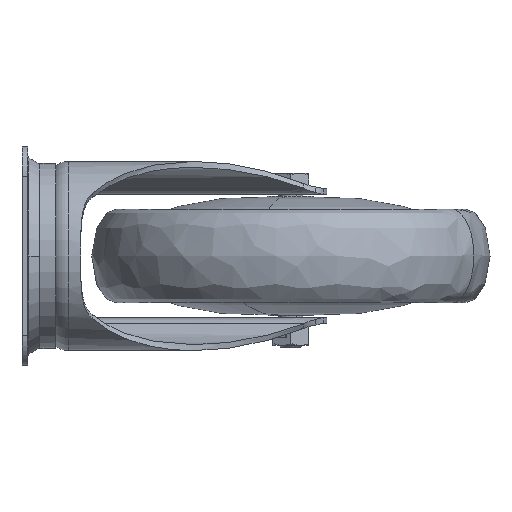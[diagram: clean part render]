
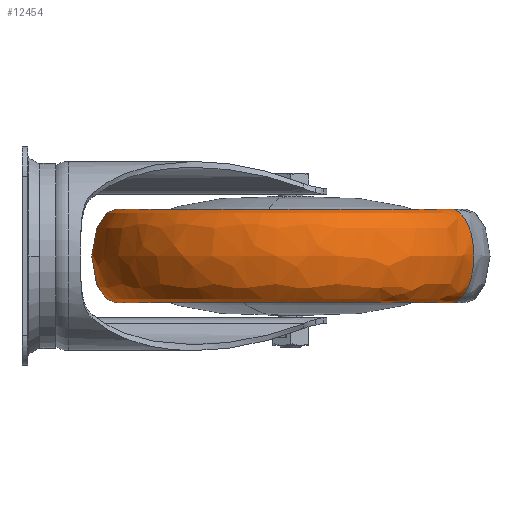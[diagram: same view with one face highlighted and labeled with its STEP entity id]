
A CAD part, left-side view. The second image highlights one B-rep face of the part: STEP entity #12454.
In plain terms, the highlighted free-form (B-spline) face has degree [3, 3] with [4, 4] control points.
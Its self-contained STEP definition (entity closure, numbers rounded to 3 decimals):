
#703 = DIRECTION ( 'NONE',  ( 0., 0., 1. ) ) ;
#952 = EDGE_CURVE ( 'NONE', #4974, #15341, #15223, .T. ) ;
#962 = CARTESIAN_POINT ( 'NONE',  ( 89.591, -54.627, 51.519 ) ) ;
#1271 = EDGE_CURVE ( 'NONE', #17437, #15341, #23461, .T. ) ;
#1362 = CARTESIAN_POINT ( 'NONE',  ( 89.591, -54.627, 4.519 ) ) ;
#1761 = ORIENTED_EDGE ( 'NONE', *, *, #1271, .T. ) ;
#1875 = AXIS2_PLACEMENT_3D ( 'NONE', #5985, #23128, #21562 ) ;
#2898 = CARTESIAN_POINT ( 'NONE',  ( -107.199, 57.283, 4.519 ) ) ;
#2951 = CARTESIAN_POINT ( 'NONE',  ( 99.474, -31.664, 51.519 ) ) ;
#3396 = FACE_OUTER_BOUND ( 'NONE', #20485, .T. ) ;
#3411 = CARTESIAN_POINT ( 'NONE',  ( 20.409, -215.373, 51.519 ) ) ;
#4691 = CARTESIAN_POINT ( 'NONE',  ( 55., -135., 4.519 ) ) ;
#4972 = CARTESIAN_POINT ( 'NONE',  ( -196.146, -149.389, 51.519 ) ) ;
#4974 = VERTEX_POINT ( 'NONE', #11212 ) ;
#5085 = CARTESIAN_POINT ( 'NONE',  ( 20.409, -215.373, 51.519 ) ) ;
#5104 = ORIENTED_EDGE ( 'NONE', *, *, #14258, .F. ) ;
#5985 = CARTESIAN_POINT ( 'NONE',  ( 55., -135., 51.519 ) ) ;
#7201 = CIRCLE ( 'NONE', #1875, 87.5 ) ;
#8802 = CARTESIAN_POINT ( 'NONE',  ( 10.526, -238.336, 51.519 ) ) ;
#9191 = CARTESIAN_POINT ( 'NONE',  ( 99.474, -31.664, 4.519 ) ) ;
#9252 = CARTESIAN_POINT ( 'NONE',  ( 89.591, -54.627, 51.519 ) ) ;
#9329 = CARTESIAN_POINT ( 'NONE',  ( 10.526, -238.336, 4.519 ) ) ;
#9660 =( BOUNDED_CURVE ( )  B_SPLINE_CURVE ( 3, ( #9252, #2951, #17097, #14674 ),
 .UNSPECIFIED., .F., .F. ) 
 B_SPLINE_CURVE_WITH_KNOTS ( ( 4, 4 ),
 ( 0., 1. ),
 .UNSPECIFIED. ) 
 CURVE ( )  GEOMETRIC_REPRESENTATION_ITEM ( )  RATIONAL_B_SPLINE_CURVE ( ( 1., 0.333, 0.333, 1. ) ) 
 REPRESENTATION_ITEM ( '' )  );
#10847 = VERTEX_POINT ( 'NONE', #19489 ) ;
#11212 = CARTESIAN_POINT ( 'NONE',  ( 20.409, -215.373, 51.519 ) ) ;
#12454 = ADVANCED_FACE ( 'NONE', ( #3396 ), #21847, .T. ) ;
#12683 = CARTESIAN_POINT ( 'NONE',  ( 89.591, -54.627, 4.519 ) ) ;
#12932 = CARTESIAN_POINT ( 'NONE',  ( -140.336, -146.191, 51.519 ) ) ;
#13195 = CARTESIAN_POINT ( 'NONE',  ( 20.409, -215.373, 4.519 ) ) ;
#14258 = EDGE_CURVE ( 'NONE', #10847, #4974, #7201, .T. ) ;
#14372 = AXIS2_PLACEMENT_3D ( 'NONE', #4691, #703, #22069 ) ;
#14674 = CARTESIAN_POINT ( 'NONE',  ( 89.591, -54.627, 4.519 ) ) ;
#14909 = CARTESIAN_POINT ( 'NONE',  ( 20.409, -215.373, 4.519 ) ) ;
#14983 = CARTESIAN_POINT ( 'NONE',  ( -140.336, -146.191, 4.519 ) ) ;
#15223 =( BOUNDED_CURVE ( )  B_SPLINE_CURVE ( 3, ( #3411, #20943, #25213, #13195 ),
 .UNSPECIFIED., .F., .F. ) 
 B_SPLINE_CURVE_WITH_KNOTS ( ( 4, 4 ),
 ( 0., 1. ),
 .UNSPECIFIED. ) 
 CURVE ( )  GEOMETRIC_REPRESENTATION_ITEM ( )  RATIONAL_B_SPLINE_CURVE ( ( 1., 0.333, 0.333, 1. ) ) 
 REPRESENTATION_ITEM ( '' )  );
#15341 = VERTEX_POINT ( 'NONE', #14909 ) ;
#17037 = CARTESIAN_POINT ( 'NONE',  ( 20.409, -215.373, 4.519 ) ) ;
#17097 = CARTESIAN_POINT ( 'NONE',  ( 99.474, -31.664, 4.519 ) ) ;
#17437 = VERTEX_POINT ( 'NONE', #1362 ) ;
#18587 = ORIENTED_EDGE ( 'NONE', *, *, #23572, .T. ) ;
#19489 = CARTESIAN_POINT ( 'NONE',  ( 89.591, -54.627, 51.519 ) ) ;
#20485 = EDGE_LOOP ( 'NONE', ( #23394, #5104, #18587, #1761 ) ) ;
#20542 = CARTESIAN_POINT ( 'NONE',  ( -71.155, 14.554, 51.519 ) ) ;
#20797 = CARTESIAN_POINT ( 'NONE',  ( -71.155, 14.554, 4.519 ) ) ;
#20943 = CARTESIAN_POINT ( 'NONE',  ( 10.526, -238.336, 51.519 ) ) ;
#21562 = DIRECTION ( 'NONE',  ( 0.919, -0.395, 0. ) ) ;
#21847 =( BOUNDED_SURFACE ( )  B_SPLINE_SURFACE ( 3, 3, ( 
 ( #962, #20542, #12932, #5085 ),
 ( #24574, #22720, #4972, #8802 ),
 ( #9191, #2898, #25088, #9329 ),
 ( #12683, #20797, #14983, #17037 ) ),
 .UNSPECIFIED., .F., .F., .F. ) 
 B_SPLINE_SURFACE_WITH_KNOTS ( ( 4, 4 ),
 ( 4, 4 ),
 ( 0., 1. ),
 ( 0., 1. ),
 .UNSPECIFIED. ) 
 GEOMETRIC_REPRESENTATION_ITEM ( )  RATIONAL_B_SPLINE_SURFACE ( (
 ( 1., 0.333, 0.333, 1.),
 ( 0.333, 0.111, 0.111, 0.333),
 ( 0.333, 0.111, 0.111, 0.333),
 ( 1., 0.333, 0.333, 1.) ) ) 
 REPRESENTATION_ITEM ( '' )  SURFACE ( )  );
#22069 = DIRECTION ( 'NONE',  ( 0.919, -0.395, 0. ) ) ;
#22720 = CARTESIAN_POINT ( 'NONE',  ( -107.199, 57.283, 51.519 ) ) ;
#23128 = DIRECTION ( 'NONE',  ( 0., 0., 1. ) ) ;
#23394 = ORIENTED_EDGE ( 'NONE', *, *, #952, .F. ) ;
#23461 = CIRCLE ( 'NONE', #14372, 87.5 ) ;
#23572 = EDGE_CURVE ( 'NONE', #10847, #17437, #9660, .T. ) ;
#24574 = CARTESIAN_POINT ( 'NONE',  ( 99.474, -31.664, 51.519 ) ) ;
#25088 = CARTESIAN_POINT ( 'NONE',  ( -196.146, -149.389, 4.519 ) ) ;
#25213 = CARTESIAN_POINT ( 'NONE',  ( 10.526, -238.336, 4.519 ) ) ;
